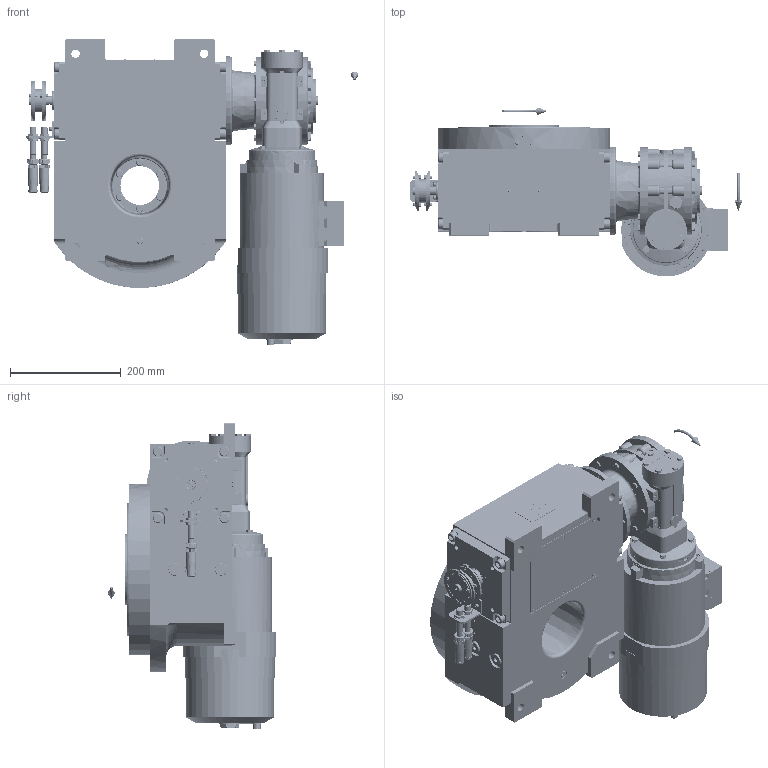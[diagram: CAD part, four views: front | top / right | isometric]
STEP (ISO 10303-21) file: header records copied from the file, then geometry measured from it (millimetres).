
FILE_DESCRIPTION (( 'STEP AP203' ), '1' );
FILE_NAME ('PC5201798.step', '2026-02-02T09:10:28', ( '' ), ( '' ), 'SwSTEP 2.0', 'SolidWorks 2020', '' );
FILE_SCHEMA (( 'CONFIG_CONTROL_DESIGN' ));
Length unit declared in the file: millimetre
Products named in the file (95): AS_rig09_004; cfn2000_01_081; cfn2003_01_054; cfn2070_05_009; AS_900_38_10_028; cfn2055_01_002; cfn2000_01_126; cfn2155_01_196; PC5201798; RIG09_005_ASM.stp; CFN2223_02_004.stp; cfn2205_01_015; CFN2356_03_053.stp; AS_900_38_30_003; cfn2276_01_056; freccia_angolare; AS_cfn2476_01_002_60x46; cfn2000_01_099; rig09_003_10; 900_38_10_028; CFN2000_01_185.stp; AS_rig09_017; rig09_002_bl; BA80B14; AS_rig09_071_10_m; RIG09_005_AF0.stp; cfn2115_01_006; rig09_071_10_m.stp; cfn2077_01_036; olio_agip_blasia_150; cfn2000_01_184; cfn2115_02_194; CFN2203_02_002.stp; cfn2104_01_018; RMI70_F3_LCB_SX_80B14; cfn2155_01_095; 900_00_00_005; rig09_007_master; cfn2151_01_167; cfn2000_01_161 ...
Assembly tree (87 placements, depth 5):
  PC5201798
    rig09_001_a
    AS_cfn2476_01_002_60x46
      cfn2476_01_002_60x46
      cfn2107_01_001
      cfn2107_01_001
    AS_rig09_071_10_m
      rig09_071_10_m.stp
        RIG09_005_ASM.stp
          RIG09_005_AF0.stp
          RIG09_021_AF0.stp
          CFN2000_01_185.stp
          CFN2000_01_185.stp
          CFN2104_02_018.stp
        CFN2155_01_195.stp
        CFN2010_02_002.stp
      rig09_003_10
      cfn2000_01_099
      cfn2000_01_099
      cfn2000_01_099
      cfn2000_01_099
      cfn2000_01_099
      cfn2000_01_099
      cfn2000_01_099
      cfn2000_01_099
      cfn2104_01_018  x2
    AS_rig09_017
      rig09_017
      cfn2000_01_126
      cfn2000_01_126
      cfn2000_01_126
      cfn2000_01_126
      cfn2000_01_126
      cfn2000_01_126
      cfn2155_01_196
    AS_rig09_004
      rig09_004
      cfn2000_01_081
      cfn2155_01_095
      cfn2070_05_009
      cfn2000_01_081
      cfn2000_01_081
      cfn2000_01_081
    AS_rig09_004
      rig09_004
      cfn2000_01_081
      cfn2155_01_095
      cfn2070_05_009
      cfn2000_01_081
      cfn2000_01_081
      cfn2000_01_081
    AS_rig09_002_bl
      rig09_002_bl
      cfn2115_01_006
    cfn2128_04_002  x3
    cfn2128_19_002
    AS_rig09_016
      rig09_016
      cfn2003_01_054
      cfn2003_01_054
Bounding box: 599.5 x 305 x 553.38 mm (x, y, z)
Volume: 12997872.2 mm3; surface area: 1836707.6 mm2
Topology: 75 solids, 75 shells, 6197 faces, 15687 edges, 9922 vertices
Faces by surface type: plane 2935, cylinder 1954, cone 1046, torus 248, bspline 10, sphere 4
Entity records: 180759 total; most frequent: CARTESIAN_POINT 49536, ORIENTED_EDGE 25372, DIRECTION 25319, EDGE_CURVE 12686, AXIS2_PLACEMENT_3D 9373, VERTEX_POINT 8093, VECTOR 6573, LINE 6573
